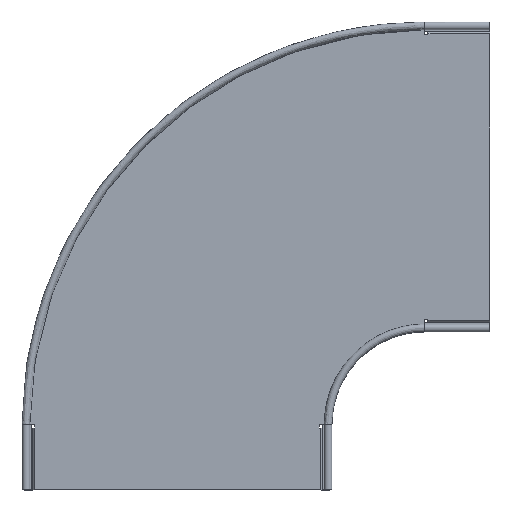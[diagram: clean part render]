
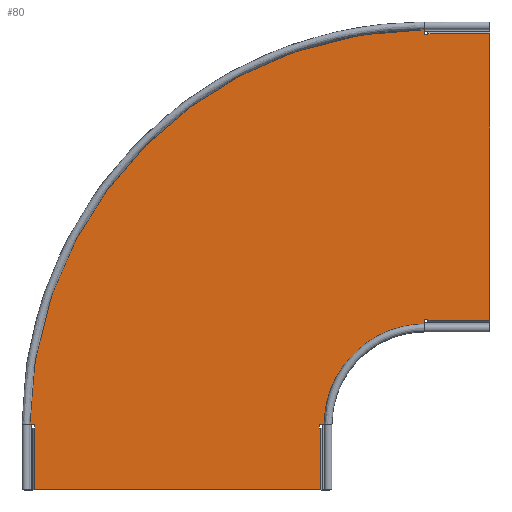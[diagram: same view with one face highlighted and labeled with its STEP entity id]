
A CAD part, top view. The second image highlights one B-rep face of the part: STEP entity #80.
In plain terms, the highlighted planar face has unit normal (0, 0, 1).
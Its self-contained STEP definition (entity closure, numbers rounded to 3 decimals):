
#80=ADVANCED_FACE('',(#175),#1533,.T.);
#175=FACE_OUTER_BOUND('',#270,.T.);
#270=EDGE_LOOP('',(#613,#614,#615,#616,#617,#618,#619,#620,#621,#622,#623,
#624,#625,#626,#627,#628,#629,#630,#631,#632));
#613=ORIENTED_EDGE('',*,*,#981,.F.);
#614=ORIENTED_EDGE('',*,*,#980,.T.);
#615=ORIENTED_EDGE('',*,*,#971,.F.);
#616=ORIENTED_EDGE('',*,*,#972,.F.);
#617=ORIENTED_EDGE('',*,*,#973,.F.);
#618=ORIENTED_EDGE('',*,*,#994,.F.);
#619=ORIENTED_EDGE('',*,*,#977,.F.);
#620=ORIENTED_EDGE('',*,*,#976,.F.);
#621=ORIENTED_EDGE('',*,*,#967,.F.);
#622=ORIENTED_EDGE('',*,*,#968,.T.);
#623=ORIENTED_EDGE('',*,*,#966,.T.);
#624=ORIENTED_EDGE('',*,*,#970,.F.);
#625=ORIENTED_EDGE('',*,*,#969,.T.);
#626=ORIENTED_EDGE('',*,*,#979,.F.);
#627=ORIENTED_EDGE('',*,*,#978,.F.);
#628=ORIENTED_EDGE('',*,*,#997,.F.);
#629=ORIENTED_EDGE('',*,*,#974,.F.);
#630=ORIENTED_EDGE('',*,*,#975,.F.);
#631=ORIENTED_EDGE('',*,*,#983,.F.);
#632=ORIENTED_EDGE('',*,*,#982,.F.);
#966=EDGE_CURVE('',#1422,#1421,#1221,.T.);
#967=EDGE_CURVE('',#1423,#1424,#1222,.T.);
#968=EDGE_CURVE('',#1423,#1422,#1223,.T.);
#969=EDGE_CURVE('',#1425,#1426,#1224,.T.);
#970=EDGE_CURVE('',#1425,#1421,#1225,.T.);
#971=EDGE_CURVE('',#1427,#1438,#1226,.T.);
#972=EDGE_CURVE('',#1428,#1427,#1227,.T.);
#973=EDGE_CURVE('',#1429,#1428,#1228,.T.);
#974=EDGE_CURVE('',#1435,#1434,#1229,.T.);
#975=EDGE_CURVE('',#1436,#1435,#1230,.T.);
#976=EDGE_CURVE('',#1424,#1431,#1231,.T.);
#977=EDGE_CURVE('',#1431,#1430,#1232,.T.);
#978=EDGE_CURVE('',#1433,#1432,#1233,.T.);
#979=EDGE_CURVE('',#1432,#1426,#1234,.T.);
#980=EDGE_CURVE('',#1437,#1438,#1235,.T.);
#981=EDGE_CURVE('',#1437,#1439,#1236,.T.);
#982=EDGE_CURVE('',#1439,#1440,#1237,.T.);
#983=EDGE_CURVE('',#1440,#1436,#1238,.T.);
#994=EDGE_CURVE('',#1430,#1429,#1118,.T.);
#997=EDGE_CURVE('',#1434,#1433,#1120,.T.);
#1118=(
BOUNDED_CURVE()
B_SPLINE_CURVE(2,(#3582,#3583,#3584),.UNSPECIFIED.,.F.,.F.)
B_SPLINE_CURVE_WITH_KNOTS((3,3),(-5355.354,-4338.264),
 .UNSPECIFIED.)
CURVE()
GEOMETRIC_REPRESENTATION_ITEM()
RATIONAL_B_SPLINE_CURVE((1.,0.707,1.))
REPRESENTATION_ITEM('')
);
#1120=(
BOUNDED_CURVE()
B_SPLINE_CURVE(2,(#3590,#3591,#3592),.UNSPECIFIED.,.F.,.F.)
B_SPLINE_CURVE_WITH_KNOTS((3,3),(-6303.581,-6064.034),
 .UNSPECIFIED.)
CURVE()
GEOMETRIC_REPRESENTATION_ITEM()
RATIONAL_B_SPLINE_CURVE((1.,0.707,1.))
REPRESENTATION_ITEM('')
);
#1221=B_SPLINE_CURVE_WITH_KNOTS('',1,(#3525,#3526),.UNSPECIFIED.,.F.,.F.,
(2,2),(342.081,801.754),.UNSPECIFIED.);
#1222=B_SPLINE_CURVE_WITH_KNOTS('',1,(#3527,#3528),.UNSPECIFIED.,.F.,.F.,
(2,2),(-142.14,-141.851),.UNSPECIFIED.);
#1223=B_SPLINE_CURVE_WITH_KNOTS('',1,(#3529,#3530),.UNSPECIFIED.,.F.,.F.,
(2,2),(-172.254,-72.254),.UNSPECIFIED.);
#1224=B_SPLINE_CURVE_WITH_KNOTS('',1,(#3531,#3532),.UNSPECIFIED.,.F.,.F.,
(2,2),(-142.14,-141.589),.UNSPECIFIED.);
#1225=B_SPLINE_CURVE_WITH_KNOTS('',1,(#3533,#3534),.UNSPECIFIED.,.F.,.F.,
(2,2),(-172.254,-72.254),.UNSPECIFIED.);
#1226=B_SPLINE_CURVE_WITH_KNOTS('',1,(#3535,#3536),.UNSPECIFIED.,.F.,.F.,
(2,2),(-4315.264,-4314.843),.UNSPECIFIED.);
#1227=B_SPLINE_CURVE_WITH_KNOTS('',1,(#3537,#3538),.UNSPECIFIED.,.F.,.F.,
(2,2),(0.,5.),.UNSPECIFIED.);
#1228=B_SPLINE_CURVE_WITH_KNOTS('',1,(#3539,#3540),.UNSPECIFIED.,.F.,.F.,
(2,2),(0.,18.),.UNSPECIFIED.);
#1229=B_SPLINE_CURVE_WITH_KNOTS('',1,(#3541,#3542),.UNSPECIFIED.,.F.,.F.,
(2,2),(0.,18.),.UNSPECIFIED.);
#1230=B_SPLINE_CURVE_WITH_KNOTS('',1,(#3543,#3544),.UNSPECIFIED.,.F.,.F.,
(2,2),(0.,5.),.UNSPECIFIED.);
#1231=B_SPLINE_CURVE_WITH_KNOTS('',1,(#3545,#3546),.UNSPECIFIED.,.F.,.F.,
(2,2),(-5.,0.),.UNSPECIFIED.);
#1232=B_SPLINE_CURVE_WITH_KNOTS('',1,(#3547,#3548),.UNSPECIFIED.,.F.,.F.,
(2,2),(-18.,0.),.UNSPECIFIED.);
#1233=B_SPLINE_CURVE_WITH_KNOTS('',1,(#3549,#3550),.UNSPECIFIED.,.F.,.F.,
(2,2),(-18.,0.),.UNSPECIFIED.);
#1234=B_SPLINE_CURVE_WITH_KNOTS('',1,(#3551,#3552),.UNSPECIFIED.,.F.,.F.,
(2,2),(-5.,0.),.UNSPECIFIED.);
#1235=B_SPLINE_CURVE_WITH_KNOTS('',1,(#3553,#3554),.UNSPECIFIED.,.F.,.F.,
(2,2),(72.254,172.254),.UNSPECIFIED.);
#1236=B_SPLINE_CURVE_WITH_KNOTS('',1,(#3555,#3556),.UNSPECIFIED.,.F.,.F.,
(2,2),(-6886.762,-6429.073),.UNSPECIFIED.);
#1237=B_SPLINE_CURVE_WITH_KNOTS('',1,(#3557,#3558),.UNSPECIFIED.,.F.,.F.,
(2,2),(72.254,172.254),.UNSPECIFIED.);
#1238=B_SPLINE_CURVE_WITH_KNOTS('',1,(#3559,#3560),.UNSPECIFIED.,.F.,.F.,
(2,2),(-6327.001,-6326.581),.UNSPECIFIED.);
#1421=VERTEX_POINT('',#3445);
#1422=VERTEX_POINT('',#3446);
#1423=VERTEX_POINT('',#3447);
#1424=VERTEX_POINT('',#3448);
#1425=VERTEX_POINT('',#3449);
#1426=VERTEX_POINT('',#3450);
#1427=VERTEX_POINT('',#3451);
#1428=VERTEX_POINT('',#3452);
#1429=VERTEX_POINT('',#3453);
#1430=VERTEX_POINT('',#3454);
#1431=VERTEX_POINT('',#3455);
#1432=VERTEX_POINT('',#3456);
#1433=VERTEX_POINT('',#3457);
#1434=VERTEX_POINT('',#3458);
#1435=VERTEX_POINT('',#3459);
#1436=VERTEX_POINT('',#3460);
#1437=VERTEX_POINT('',#3461);
#1438=VERTEX_POINT('',#3462);
#1439=VERTEX_POINT('',#3463);
#1440=VERTEX_POINT('',#3464);
#1533=PLANE('',#1777);
#1777=AXIS2_PLACEMENT_3D('',#3354,#1850,$);
#1850=DIRECTION('',(0.,0.,1.));
#3354=CARTESIAN_POINT('',(-264.439,769.025,1.5));
#3445=CARTESIAN_POINT('',(230.834,0.,1.5));
#3446=CARTESIAN_POINT('',(-230.834,0.,1.5));
#3447=CARTESIAN_POINT('',(-230.834,100.,1.5));
#3448=CARTESIAN_POINT('',(-229.914,100.,1.5));
#3449=CARTESIAN_POINT('',(230.834,100.,1.5));
#3450=CARTESIAN_POINT('',(229.086,100.,1.5));
#3451=CARTESIAN_POINT('',(404.586,734.5,1.5));
#3452=CARTESIAN_POINT('',(399.586,734.5,1.5));
#3453=CARTESIAN_POINT('',(399.586,752.5,1.5));
#3454=CARTESIAN_POINT('',(-247.914,105.,1.5));
#3455=CARTESIAN_POINT('',(-229.914,105.,1.5));
#3456=CARTESIAN_POINT('',(229.086,105.,1.5));
#3457=CARTESIAN_POINT('',(247.086,105.,1.5));
#3458=CARTESIAN_POINT('',(399.586,257.5,1.5));
#3459=CARTESIAN_POINT('',(399.586,275.5,1.5));
#3460=CARTESIAN_POINT('',(404.586,275.5,1.5));
#3461=CARTESIAN_POINT('',(504.586,735.834,1.5));
#3462=CARTESIAN_POINT('',(404.586,735.834,1.5));
#3463=CARTESIAN_POINT('',(504.586,274.166,1.5));
#3464=CARTESIAN_POINT('',(404.586,274.166,1.5));
#3525=CARTESIAN_POINT('',(-230.834,0.,1.5));
#3526=CARTESIAN_POINT('',(230.834,0.,1.5));
#3527=CARTESIAN_POINT('',(-230.834,100.,1.5));
#3528=CARTESIAN_POINT('',(-229.914,100.,1.5));
#3529=CARTESIAN_POINT('',(-230.834,100.,1.5));
#3530=CARTESIAN_POINT('',(-230.834,0.,1.5));
#3531=CARTESIAN_POINT('',(230.834,100.,1.5));
#3532=CARTESIAN_POINT('',(229.086,100.,1.5));
#3533=CARTESIAN_POINT('',(230.834,100.,1.5));
#3534=CARTESIAN_POINT('',(230.834,0.,1.5));
#3535=CARTESIAN_POINT('',(404.586,734.5,1.5));
#3536=CARTESIAN_POINT('',(404.586,735.834,1.5));
#3537=CARTESIAN_POINT('',(399.586,734.5,1.5));
#3538=CARTESIAN_POINT('',(404.586,734.5,1.5));
#3539=CARTESIAN_POINT('',(399.586,752.5,1.5));
#3540=CARTESIAN_POINT('',(399.586,734.5,1.5));
#3541=CARTESIAN_POINT('',(399.586,275.5,1.5));
#3542=CARTESIAN_POINT('',(399.586,257.5,1.5));
#3543=CARTESIAN_POINT('',(404.586,275.5,1.5));
#3544=CARTESIAN_POINT('',(399.586,275.5,1.5));
#3545=CARTESIAN_POINT('',(-229.914,100.,1.5));
#3546=CARTESIAN_POINT('',(-229.914,105.,1.5));
#3547=CARTESIAN_POINT('',(-229.914,105.,1.5));
#3548=CARTESIAN_POINT('',(-247.914,105.,1.5));
#3549=CARTESIAN_POINT('',(247.086,105.,1.5));
#3550=CARTESIAN_POINT('',(229.086,105.,1.5));
#3551=CARTESIAN_POINT('',(229.086,105.,1.5));
#3552=CARTESIAN_POINT('',(229.086,100.,1.5));
#3553=CARTESIAN_POINT('',(504.586,735.834,1.5));
#3554=CARTESIAN_POINT('',(404.586,735.834,1.5));
#3555=CARTESIAN_POINT('',(504.586,735.834,1.5));
#3556=CARTESIAN_POINT('',(504.586,274.166,1.5));
#3557=CARTESIAN_POINT('',(504.586,274.166,1.5));
#3558=CARTESIAN_POINT('',(404.586,274.166,1.5));
#3559=CARTESIAN_POINT('',(404.586,274.166,1.5));
#3560=CARTESIAN_POINT('',(404.586,275.5,1.5));
#3582=CARTESIAN_POINT('',(-247.914,105.,1.5));
#3583=CARTESIAN_POINT('',(-247.914,752.5,1.5));
#3584=CARTESIAN_POINT('',(399.586,752.5,1.5));
#3590=CARTESIAN_POINT('',(399.586,257.5,1.5));
#3591=CARTESIAN_POINT('',(247.086,257.5,1.5));
#3592=CARTESIAN_POINT('',(247.086,105.,1.5));
